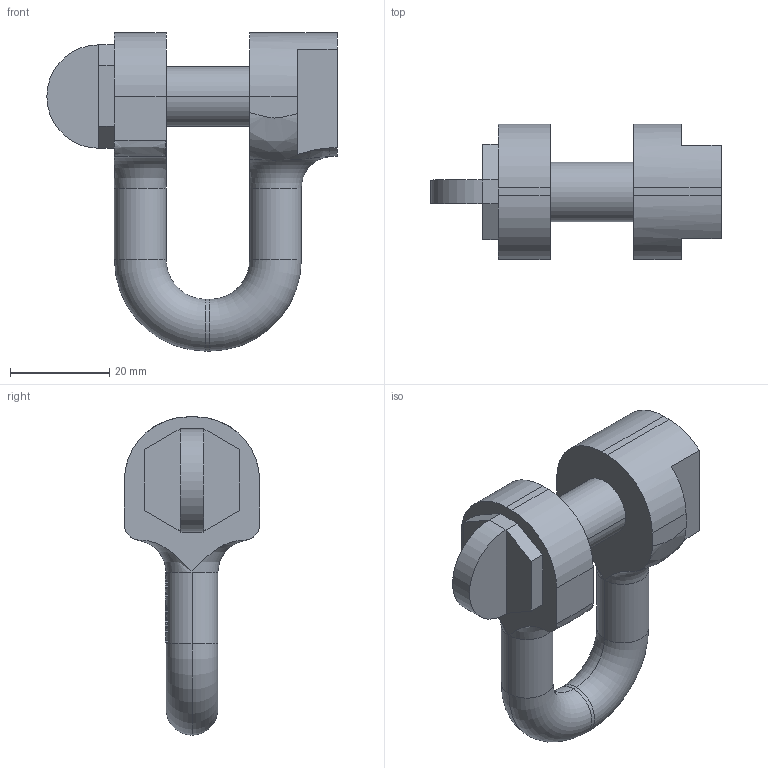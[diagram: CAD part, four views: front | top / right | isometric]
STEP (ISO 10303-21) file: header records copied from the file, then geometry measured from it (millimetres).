
FILE_DESCRIPTION((''),'2;1');
FILE_NAME('001-M31044-P-1','2017-08-04T',('Anja.Joas'),(''),'PRO/ENGINEER BY PARAMETRIC TECHNOLOGY CORPORATION, 2011490','PRO/ENGINEER BY PARAMETRIC TECHNOLOGY CORPORATION, 2011490','');
FILE_SCHEMA(('CONFIG_CONTROL_DESIGN'));
Length unit declared in the file: millimetre
Products named in the file (1): 001-M31044-P-1
Bounding box: 58.4 x 27.2 x 64 mm (x, y, z)
Volume: 26591.6 mm3; surface area: 8437.4 mm2
Topology: 1 solids, 1 shells, 314 faces, 857 edges, 561 vertices
Faces by surface type: plane 275, cylinder 26, torus 8, bspline 5
Entity records: 10152 total; most frequent: CARTESIAN_POINT 2455, ORIENTED_EDGE 1714, DIRECTION 1387, EDGE_CURVE 857, VECTOR 589, LINE 589, VERTEX_POINT 561, AXIS2_PLACEMENT_3D 399
